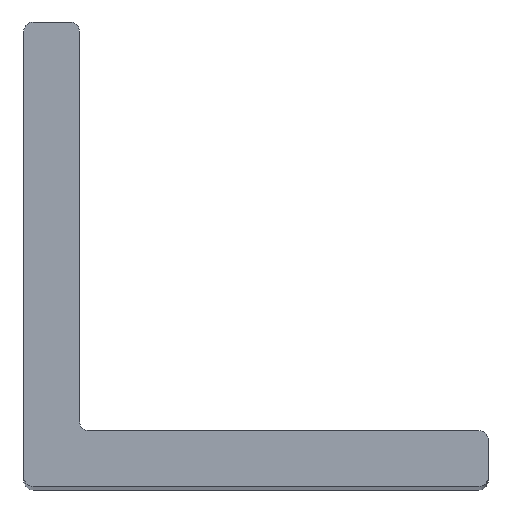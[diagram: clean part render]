
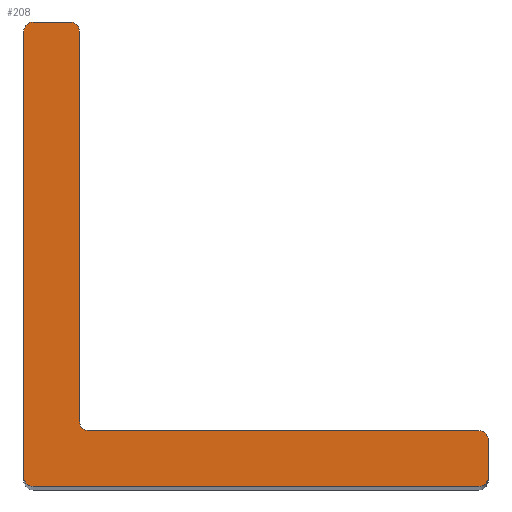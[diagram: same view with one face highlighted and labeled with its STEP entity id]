
A CAD part, top view. The second image highlights one B-rep face of the part: STEP entity #208.
In plain terms, the highlighted planar face has unit normal (0, 0, 1).
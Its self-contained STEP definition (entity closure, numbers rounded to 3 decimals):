
#32 = VERTEX_POINT('',#33);
#33 = CARTESIAN_POINT('',(25.,0.5,110.));
#39 = EDGE_CURVE('',#32,#40,#42,.T.);
#40 = VERTEX_POINT('',#41);
#41 = CARTESIAN_POINT('',(25.,2.5,110.));
#42 = LINE('',#43,#44);
#43 = CARTESIAN_POINT('',(25.,0.,110.));
#44 = VECTOR('',#45,1.);
#45 = DIRECTION('',(0.,1.,0.));
#164 = VERTEX_POINT('',#165);
#165 = CARTESIAN_POINT('',(24.5,0.,110.));
#171 = EDGE_CURVE('',#32,#164,#172,.T.);
#172 = CIRCLE('',#173,0.5);
#173 = AXIS2_PLACEMENT_3D('',#174,#175,#176);
#174 = CARTESIAN_POINT('',(24.5,0.5,110.));
#175 = DIRECTION('',(-0.,0.,-1.));
#176 = DIRECTION('',(0.,-1.,0.));
#189 = VERTEX_POINT('',#190);
#190 = CARTESIAN_POINT('',(24.5,3.,110.));
#196 = EDGE_CURVE('',#40,#189,#197,.T.);
#197 = CIRCLE('',#198,0.5);
#198 = AXIS2_PLACEMENT_3D('',#199,#200,#201);
#199 = CARTESIAN_POINT('',(24.5,2.5,110.));
#200 = DIRECTION('',(0.,0.,1.));
#201 = DIRECTION('',(0.,-1.,0.));
#208 = ADVANCED_FACE('',(#209),#288,.F.);
#209 = FACE_BOUND('',#210,.F.);
#210 = EDGE_LOOP('',(#211,#212,#213,#221,#230,#238,#247,#255,#264,#272,
    #281,#287));
#211 = ORIENTED_EDGE('',*,*,#39,.F.);
#212 = ORIENTED_EDGE('',*,*,#171,.T.);
#213 = ORIENTED_EDGE('',*,*,#214,.T.);
#214 = EDGE_CURVE('',#164,#215,#217,.T.);
#215 = VERTEX_POINT('',#216);
#216 = CARTESIAN_POINT('',(0.5,0.,110.));
#217 = LINE('',#218,#219);
#218 = CARTESIAN_POINT('',(25.,0.,110.));
#219 = VECTOR('',#220,1.);
#220 = DIRECTION('',(-1.,0.,0.));
#221 = ORIENTED_EDGE('',*,*,#222,.F.);
#222 = EDGE_CURVE('',#223,#215,#225,.T.);
#223 = VERTEX_POINT('',#224);
#224 = CARTESIAN_POINT('',(0.,0.5,110.));
#225 = CIRCLE('',#226,0.5);
#226 = AXIS2_PLACEMENT_3D('',#227,#228,#229);
#227 = CARTESIAN_POINT('',(0.5,0.5,110.));
#228 = DIRECTION('',(0.,0.,1.));
#229 = DIRECTION('',(0.,-1.,0.));
#230 = ORIENTED_EDGE('',*,*,#231,.F.);
#231 = EDGE_CURVE('',#232,#223,#234,.T.);
#232 = VERTEX_POINT('',#233);
#233 = CARTESIAN_POINT('',(0.,24.5,110.));
#234 = LINE('',#235,#236);
#235 = CARTESIAN_POINT('',(0.,25.,110.));
#236 = VECTOR('',#237,1.);
#237 = DIRECTION('',(0.,-1.,0.));
#238 = ORIENTED_EDGE('',*,*,#239,.F.);
#239 = EDGE_CURVE('',#240,#232,#242,.T.);
#240 = VERTEX_POINT('',#241);
#241 = CARTESIAN_POINT('',(0.5,25.,110.));
#242 = CIRCLE('',#243,0.5);
#243 = AXIS2_PLACEMENT_3D('',#244,#245,#246);
#244 = CARTESIAN_POINT('',(0.5,24.5,110.));
#245 = DIRECTION('',(0.,0.,1.));
#246 = DIRECTION('',(0.,-1.,0.));
#247 = ORIENTED_EDGE('',*,*,#248,.F.);
#248 = EDGE_CURVE('',#249,#240,#251,.T.);
#249 = VERTEX_POINT('',#250);
#250 = CARTESIAN_POINT('',(2.5,25.,110.));
#251 = LINE('',#252,#253);
#252 = CARTESIAN_POINT('',(3.,25.,110.));
#253 = VECTOR('',#254,1.);
#254 = DIRECTION('',(-1.,0.,0.));
#255 = ORIENTED_EDGE('',*,*,#256,.F.);
#256 = EDGE_CURVE('',#257,#249,#259,.T.);
#257 = VERTEX_POINT('',#258);
#258 = CARTESIAN_POINT('',(3.,24.5,110.));
#259 = CIRCLE('',#260,0.5);
#260 = AXIS2_PLACEMENT_3D('',#261,#262,#263);
#261 = CARTESIAN_POINT('',(2.5,24.5,110.));
#262 = DIRECTION('',(0.,0.,1.));
#263 = DIRECTION('',(0.,-1.,0.));
#264 = ORIENTED_EDGE('',*,*,#265,.F.);
#265 = EDGE_CURVE('',#266,#257,#268,.T.);
#266 = VERTEX_POINT('',#267);
#267 = CARTESIAN_POINT('',(3.,3.5,110.));
#268 = LINE('',#269,#270);
#269 = CARTESIAN_POINT('',(3.,3.,110.));
#270 = VECTOR('',#271,1.);
#271 = DIRECTION('',(0.,1.,0.));
#272 = ORIENTED_EDGE('',*,*,#273,.F.);
#273 = EDGE_CURVE('',#274,#266,#276,.T.);
#274 = VERTEX_POINT('',#275);
#275 = CARTESIAN_POINT('',(3.5,3.,110.));
#276 = CIRCLE('',#277,0.5);
#277 = AXIS2_PLACEMENT_3D('',#278,#279,#280);
#278 = CARTESIAN_POINT('',(3.5,3.5,110.));
#279 = DIRECTION('',(-0.,0.,-1.));
#280 = DIRECTION('',(0.,-1.,0.));
#281 = ORIENTED_EDGE('',*,*,#282,.F.);
#282 = EDGE_CURVE('',#189,#274,#283,.T.);
#283 = LINE('',#284,#285);
#284 = CARTESIAN_POINT('',(25.,3.,110.));
#285 = VECTOR('',#286,1.);
#286 = DIRECTION('',(-1.,0.,0.));
#287 = ORIENTED_EDGE('',*,*,#196,.F.);
#288 = PLANE('',#289);
#289 = AXIS2_PLACEMENT_3D('',#290,#291,#292);
#290 = CARTESIAN_POINT('',(7.66,7.66,110.));
#291 = DIRECTION('',(0.,0.,-1.));
#292 = DIRECTION('',(0.,1.,0.));
